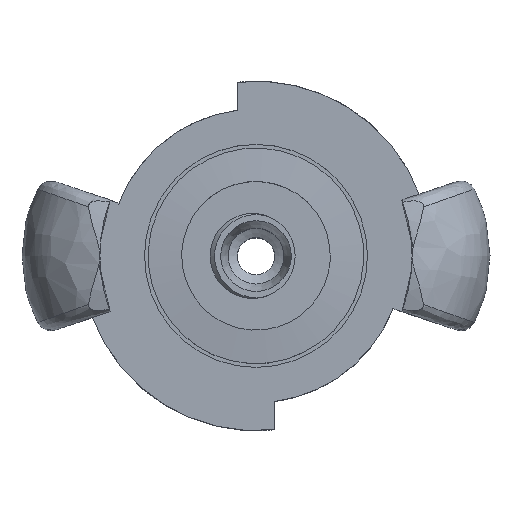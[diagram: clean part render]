
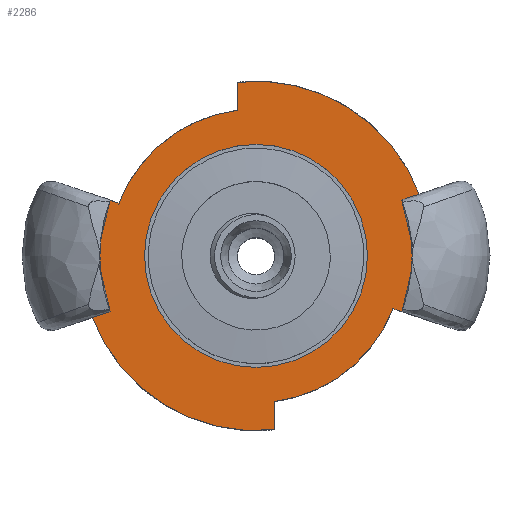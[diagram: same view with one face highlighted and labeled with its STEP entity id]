
A CAD part, top view. The second image highlights one B-rep face of the part: STEP entity #2286.
In plain terms, the highlighted planar face has unit normal (0, 0, 1).
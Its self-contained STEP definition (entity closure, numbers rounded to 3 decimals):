
#119=FACE_BOUND('',#406,.T.);
#155=PLANE('',#2473);
#275=FACE_OUTER_BOUND('',#405,.T.);
#405=EDGE_LOOP('',(#1715,#1716,#1717,#1718,#1719,#1720,#1721,#1722,#1723,
#1724,#1725,#1726));
#406=EDGE_LOOP('',(#1727,#1728));
#519=LINE('',#3929,#628);
#524=LINE('',#4072,#633);
#529=LINE('',#4082,#638);
#535=LINE('',#4094,#644);
#540=LINE('',#4143,#649);
#546=LINE('',#4155,#655);
#628=VECTOR('',#2796,10.);
#633=VECTOR('',#2809,10.);
#638=VECTOR('',#2816,10.);
#644=VECTOR('',#2824,10.);
#649=VECTOR('',#2833,10.);
#655=VECTOR('',#2841,10.);
#724=CIRCLE('',#2433,15.);
#725=CIRCLE('',#2434,15.);
#728=CIRCLE('',#2447,23.514);
#733=CIRCLE('',#2455,23.497);
#738=CIRCLE('',#2465,19.75);
#739=CIRCLE('',#2466,19.75);
#742=CIRCLE('',#2474,25.5);
#743=CIRCLE('',#2475,25.5);
#907=VERTEX_POINT('',#3838);
#908=VERTEX_POINT('',#3839);
#913=VERTEX_POINT('',#3926);
#914=VERTEX_POINT('',#3928);
#922=VERTEX_POINT('',#4069);
#923=VERTEX_POINT('',#4071);
#926=VERTEX_POINT('',#4079);
#927=VERTEX_POINT('',#4081);
#929=VERTEX_POINT('',#4087);
#932=VERTEX_POINT('',#4092);
#937=VERTEX_POINT('',#4140);
#938=VERTEX_POINT('',#4142);
#940=VERTEX_POINT('',#4148);
#943=VERTEX_POINT('',#4153);
#1159=EDGE_CURVE('',#907,#908,#724,.T.);
#1160=EDGE_CURVE('',#908,#907,#725,.T.);
#1168=EDGE_CURVE('',#913,#914,#519,.T.);
#1181=EDGE_CURVE('',#922,#923,#524,.T.);
#1186=EDGE_CURVE('',#926,#927,#529,.T.);
#1192=EDGE_CURVE('',#929,#932,#535,.T.);
#1199=EDGE_CURVE('',#937,#938,#540,.T.);
#1205=EDGE_CURVE('',#940,#943,#546,.T.);
#1209=EDGE_CURVE('',#926,#929,#728,.T.);
#1217=EDGE_CURVE('',#937,#940,#733,.T.);
#1227=EDGE_CURVE('',#914,#943,#738,.T.);
#1229=EDGE_CURVE('',#923,#932,#739,.T.);
#1238=EDGE_CURVE('',#938,#922,#742,.T.);
#1239=EDGE_CURVE('',#927,#913,#743,.T.);
#1715=ORIENTED_EDGE('',*,*,#1209,.T.);
#1716=ORIENTED_EDGE('',*,*,#1192,.T.);
#1717=ORIENTED_EDGE('',*,*,#1229,.F.);
#1718=ORIENTED_EDGE('',*,*,#1181,.F.);
#1719=ORIENTED_EDGE('',*,*,#1238,.F.);
#1720=ORIENTED_EDGE('',*,*,#1199,.F.);
#1721=ORIENTED_EDGE('',*,*,#1217,.T.);
#1722=ORIENTED_EDGE('',*,*,#1205,.T.);
#1723=ORIENTED_EDGE('',*,*,#1227,.F.);
#1724=ORIENTED_EDGE('',*,*,#1168,.F.);
#1725=ORIENTED_EDGE('',*,*,#1239,.F.);
#1726=ORIENTED_EDGE('',*,*,#1186,.F.);
#1727=ORIENTED_EDGE('',*,*,#1159,.T.);
#1728=ORIENTED_EDGE('',*,*,#1160,.T.);
#2286=ADVANCED_FACE('',(#275,#119),#155,.F.);
#2433=AXIS2_PLACEMENT_3D('',#3840,#2786,#2787);
#2434=AXIS2_PLACEMENT_3D('',#3841,#2788,#2789);
#2447=AXIS2_PLACEMENT_3D('',#4197,#2847,#2848);
#2455=AXIS2_PLACEMENT_3D('',#4229,#2865,#2866);
#2465=AXIS2_PLACEMENT_3D('',#4299,#2887,#2888);
#2466=AXIS2_PLACEMENT_3D('',#4301,#2890,#2891);
#2473=AXIS2_PLACEMENT_3D('',#4352,#2908,#2909);
#2474=AXIS2_PLACEMENT_3D('',#4353,#2910,#2911);
#2475=AXIS2_PLACEMENT_3D('',#4354,#2912,#2913);
#2786=DIRECTION('center_axis',(0.,0.,-1.));
#2787=DIRECTION('ref_axis',(0.,-1.,0.));
#2788=DIRECTION('center_axis',(0.,0.,-1.));
#2789=DIRECTION('ref_axis',(0.,-1.,0.));
#2796=DIRECTION('',(0.948,-0.319,0.));
#2809=DIRECTION('',(-0.948,0.319,0.));
#2816=DIRECTION('',(-0.948,-0.319,0.));
#2824=DIRECTION('',(0.,1.,0.));
#2833=DIRECTION('',(0.948,0.319,0.));
#2841=DIRECTION('',(0.,-1.,0.));
#2847=DIRECTION('center_axis',(0.,0.,1.));
#2848=DIRECTION('ref_axis',(0.936,0.353,0.));
#2865=DIRECTION('center_axis',(0.,0.,1.));
#2866=DIRECTION('ref_axis',(-0.936,-0.353,0.));
#2887=DIRECTION('center_axis',(0.,0.,-1.));
#2888=DIRECTION('ref_axis',(-1.,0.,0.));
#2890=DIRECTION('center_axis',(0.,0.,-1.));
#2891=DIRECTION('ref_axis',(-1.,0.,0.));
#2908=DIRECTION('center_axis',(0.,0.,-1.));
#2909=DIRECTION('ref_axis',(-1.,0.,0.));
#2910=DIRECTION('center_axis',(0.,0.,-1.));
#2911=DIRECTION('ref_axis',(0.,-1.,0.));
#2912=DIRECTION('center_axis',(0.,0.,-1.));
#2913=DIRECTION('ref_axis',(0.,-1.,0.));
#3838=CARTESIAN_POINT('',(0.,-15.,0.));
#3839=CARTESIAN_POINT('',(0.,15.,0.));
#3840=CARTESIAN_POINT('Origin',(0.,0.,0.));
#3841=CARTESIAN_POINT('Origin',(0.,0.,0.));
#3926=CARTESIAN_POINT('',(-23.883,8.937,0.));
#3928=CARTESIAN_POINT('',(-18.429,7.101,0.));
#3929=CARTESIAN_POINT('',(-12.197,5.002,0.));
#4069=CARTESIAN_POINT('',(23.883,-8.937,0.));
#4071=CARTESIAN_POINT('',(18.429,-7.101,0.));
#4072=CARTESIAN_POINT('',(16.054,-6.301,0.));
#4079=CARTESIAN_POINT('',(-22.,-8.303,0.));
#4081=CARTESIAN_POINT('',(-23.883,-8.937,0.));
#4082=CARTESIAN_POINT('',(-11.008,-4.601,0.));
#4087=CARTESIAN_POINT('',(2.5,-23.381,0.));
#4092=CARTESIAN_POINT('',(2.5,-19.591,0.));
#4094=CARTESIAN_POINT('',(2.5,0.,0.));
#4140=CARTESIAN_POINT('',(21.984,8.298,0.));
#4142=CARTESIAN_POINT('',(23.883,8.937,0.));
#4143=CARTESIAN_POINT('',(7.151,3.302,0.));
#4148=CARTESIAN_POINT('',(-2.5,23.364,0.));
#4153=CARTESIAN_POINT('',(-2.5,19.591,0.));
#4155=CARTESIAN_POINT('',(-2.5,0.,0.));
#4197=CARTESIAN_POINT('Origin',(0.,0.,0.));
#4229=CARTESIAN_POINT('Origin',(0.,0.,0.));
#4299=CARTESIAN_POINT('Origin',(0.,0.,0.));
#4301=CARTESIAN_POINT('Origin',(0.,0.,0.));
#4352=CARTESIAN_POINT('Origin',(0.,-12.75,0.));
#4353=CARTESIAN_POINT('Origin',(0.,0.,0.));
#4354=CARTESIAN_POINT('Origin',(0.,0.,0.));
